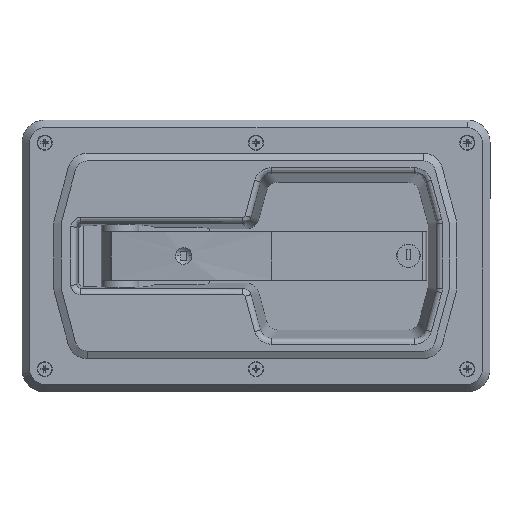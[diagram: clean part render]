
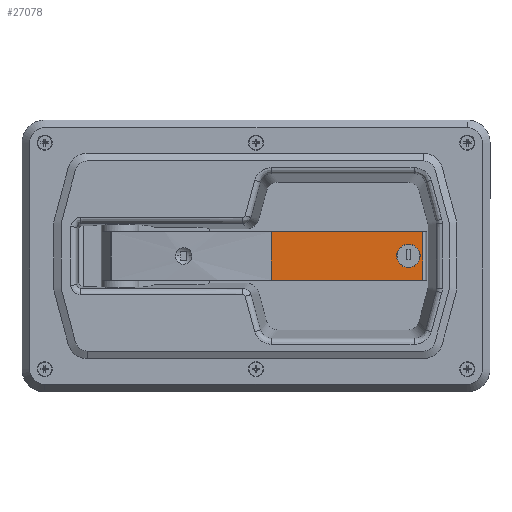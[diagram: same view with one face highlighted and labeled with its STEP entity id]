
A CAD part, top view. The second image highlights one B-rep face of the part: STEP entity #27078.
In plain terms, the highlighted face is planar.
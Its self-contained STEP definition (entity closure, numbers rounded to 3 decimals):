
#214 = CARTESIAN_POINT ( 'NONE',  ( 100., 32., 16. ) ) ;
#2591 = CARTESIAN_POINT ( 'NONE',  ( 100., 32., -16. ) ) ;
#2917 = EDGE_LOOP ( 'NONE', ( #6895, #18876 ) ) ;
#3358 = DIRECTION ( 'NONE',  ( 0., -1., 0. ) ) ;
#3584 = CARTESIAN_POINT ( 'NONE',  ( 191., 32., 0. ) ) ;
#3644 = DIRECTION ( 'NONE',  ( 0., 1., 0. ) ) ;
#4274 = CARTESIAN_POINT ( 'NONE',  ( 200.389, 32., 16. ) ) ;
#4796 = CARTESIAN_POINT ( 'NONE',  ( 100., 32., 16. ) ) ;
#4878 = VECTOR ( 'NONE', #22301, 1000. ) ;
#4890 = EDGE_LOOP ( 'NONE', ( #24492, #11994, #10494, #25761 ) ) ;
#5400 = EDGE_CURVE ( 'NONE', #22232, #26966, #19791, .T. ) ;
#6097 = DIRECTION ( 'NONE',  ( 0., 0., 1. ) ) ;
#6361 = VERTEX_POINT ( 'NONE', #17266 ) ;
#6895 = ORIENTED_EDGE ( 'NONE', *, *, #17738, .F. ) ;
#7468 = EDGE_CURVE ( 'NONE', #26966, #11388, #7837, .T. ) ;
#7837 = LINE ( 'NONE', #214, #20933 ) ;
#8031 = LINE ( 'NONE', #4274, #13017 ) ;
#8318 = AXIS2_PLACEMENT_3D ( 'NONE', #18411, #3644, #20901 ) ;
#8484 = AXIS2_PLACEMENT_3D ( 'NONE', #3584, #20842, #6097 ) ;
#8853 = FACE_BOUND ( 'NONE', #2917, .T. ) ;
#8943 = CIRCLE ( 'NONE', #8484, 7.75 ) ;
#9328 = VERTEX_POINT ( 'NONE', #14635 ) ;
#10494 = ORIENTED_EDGE ( 'NONE', *, *, #5400, .F. ) ;
#11201 = EDGE_CURVE ( 'NONE', #9328, #6361, #8943, .T. ) ;
#11388 = VERTEX_POINT ( 'NONE', #16319 ) ;
#11994 = ORIENTED_EDGE ( 'NONE', *, *, #7468, .F. ) ;
#13017 = VECTOR ( 'NONE', #26425, 1000. ) ;
#13499 = VERTEX_POINT ( 'NONE', #25056 ) ;
#14040 = VECTOR ( 'NONE', #19592, 1000. ) ;
#14498 = DIRECTION ( 'NONE',  ( 0., 0., -1. ) ) ;
#14635 = CARTESIAN_POINT ( 'NONE',  ( 191., 32., -7.75 ) ) ;
#16319 = CARTESIAN_POINT ( 'NONE',  ( 100., 32., -16. ) ) ;
#16615 = AXIS2_PLACEMENT_3D ( 'NONE', #30267, #3358, #20613 ) ;
#17266 = CARTESIAN_POINT ( 'NONE',  ( 191., 32., 7.75 ) ) ;
#17738 = EDGE_CURVE ( 'NONE', #6361, #9328, #27180, .T. ) ;
#18139 = PLANE ( 'NONE',  #16615 ) ;
#18411 = CARTESIAN_POINT ( 'NONE',  ( 191., 32., 0. ) ) ;
#18876 = ORIENTED_EDGE ( 'NONE', *, *, #11201, .F. ) ;
#19379 = EDGE_CURVE ( 'NONE', #22232, #13499, #8031, .T. ) ;
#19592 = DIRECTION ( 'NONE',  ( -1., 0., 0. ) ) ;
#19791 = LINE ( 'NONE', #29278, #14040 ) ;
#20613 = DIRECTION ( 'NONE',  ( 0., 0., -1. ) ) ;
#20842 = DIRECTION ( 'NONE',  ( 0., 1., 0. ) ) ;
#20901 = DIRECTION ( 'NONE',  ( 0., 0., 1. ) ) ;
#20933 = VECTOR ( 'NONE', #14498, 1000. ) ;
#22232 = VERTEX_POINT ( 'NONE', #28124 ) ;
#22301 = DIRECTION ( 'NONE',  ( -1., 0., 0. ) ) ;
#24492 = ORIENTED_EDGE ( 'NONE', *, *, #30605, .T. ) ;
#25056 = CARTESIAN_POINT ( 'NONE',  ( 200.389, 32., -16. ) ) ;
#25761 = ORIENTED_EDGE ( 'NONE', *, *, #19379, .T. ) ;
#26054 = LINE ( 'NONE', #2591, #4878 ) ;
#26425 = DIRECTION ( 'NONE',  ( 0., 0., -1. ) ) ;
#26966 = VERTEX_POINT ( 'NONE', #4796 ) ;
#27078 = ADVANCED_FACE ( 'NONE', ( #8853, #27623 ), #18139, .F. ) ;
#27180 = CIRCLE ( 'NONE', #8318, 7.75 ) ;
#27623 = FACE_OUTER_BOUND ( 'NONE', #4890, .T. ) ;
#28124 = CARTESIAN_POINT ( 'NONE',  ( 200.389, 32., 16. ) ) ;
#29278 = CARTESIAN_POINT ( 'NONE',  ( 100., 32., 16. ) ) ;
#30267 = CARTESIAN_POINT ( 'NONE',  ( 100., 32., 16. ) ) ;
#30605 = EDGE_CURVE ( 'NONE', #13499, #11388, #26054, .T. ) ;
